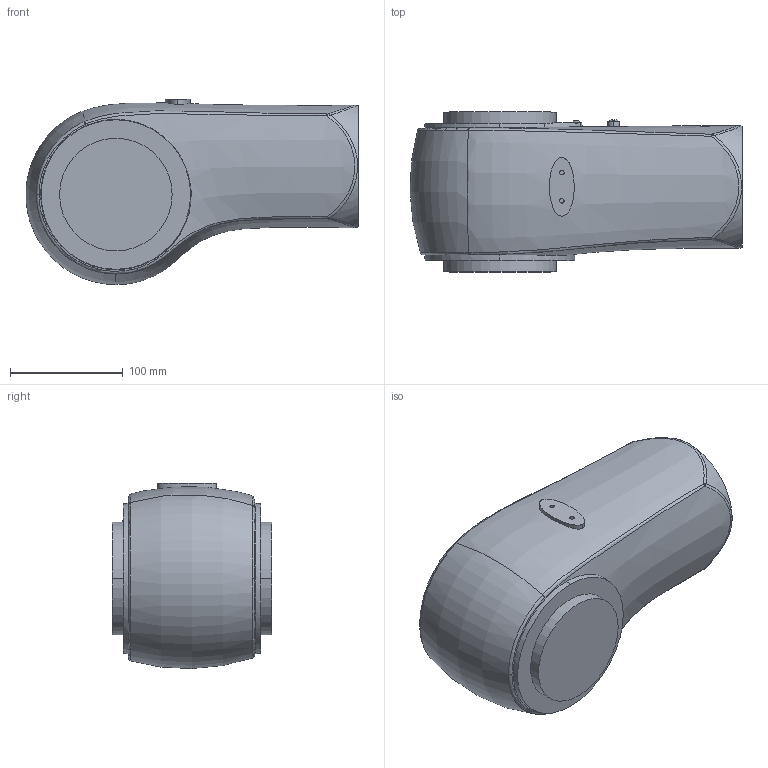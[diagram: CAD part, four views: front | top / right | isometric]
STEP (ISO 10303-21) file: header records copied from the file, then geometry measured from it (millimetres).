
FILE_DESCRIPTION (( 'STEP AP203' ), '1' );
FILE_NAME ('KR_6_R900-2_V01.sldasm-Part-4_Valor predeterminado_sldprt.STEP', '2019-06-20T10:47:15', ( '' ), ( '' ), 'SwSTEP 2.0', 'SolidWorks 2018', '' );
FILE_SCHEMA (( 'CONFIG_CONTROL_DESIGN' ));
Length unit declared in the file: millimetre
Products named in the file (1): KR_6_R900-2_V01.sldasm-Part-4_Valor predeterminado_sldprt
Bounding box: 294.8 x 142 x 164.45 mm (x, y, z)
Volume: 3976127.1 mm3; surface area: 158087.3 mm2
Topology: 1 solids, 2 shells, 131 faces, 327 edges, 207 vertices
Faces by surface type: bspline 61, plane 25, cylinder 17, torus 11, cone 11, sphere 6
Entity records: 9203 total; most frequent: CARTESIAN_POINT 6501, ORIENTED_EDGE 646, DIRECTION 383, EDGE_CURVE 323, VERTEX_POINT 207, B_SPLINE_CURVE_WITH_KNOTS 176, AXIS2_PLACEMENT_3D 170, EDGE_LOOP 144
